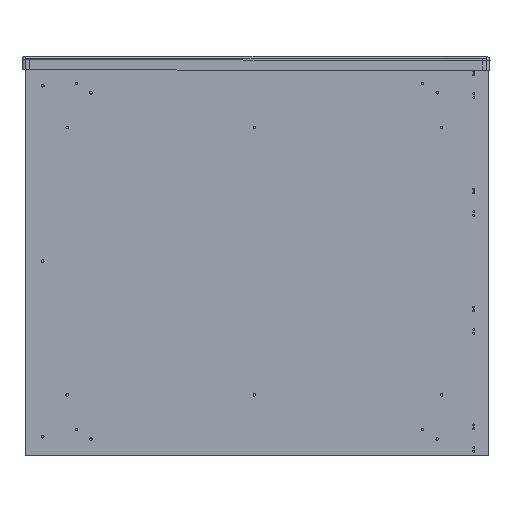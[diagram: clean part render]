
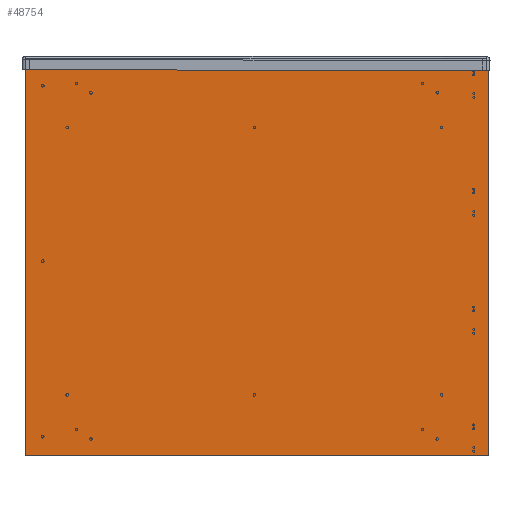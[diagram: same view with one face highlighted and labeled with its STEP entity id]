
A CAD part, left-side view. The second image highlights one B-rep face of the part: STEP entity #48754.
In plain terms, the highlighted planar face has unit normal (-1, 0, 0).
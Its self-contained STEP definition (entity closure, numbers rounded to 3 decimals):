
#48626=CARTESIAN_POINT('',(-692.0,-396.0,0.8));
#48627=VERTEX_POINT('',#48626);
#48637=CARTESIAN_POINT('',(-692.0,395.2,0.8));
#48638=VERTEX_POINT('',#48637);
#48639=CARTESIAN_POINT('',(-692.0,-396.0,0.8));
#48640=DIRECTION('',(0.0,1.0,0.0));
#48641=VECTOR('',#48640,791.2);
#48642=LINE('',#48639,#48641);
#48643=EDGE_CURVE('',#48638,#48627,#48642,.F.);
#48666=CARTESIAN_POINT('',(-692.0,395.2,664.2));
#48667=VERTEX_POINT('',#48666);
#48677=CARTESIAN_POINT('',(-692.0,395.2,664.2));
#48678=DIRECTION('',(0.0,0.0,-1.0));
#48679=VECTOR('',#48678,663.4);
#48680=LINE('',#48677,#48679);
#48681=EDGE_CURVE('',#48667,#48638,#48680,.T.);
#48693=CARTESIAN_POINT('',(-692.0,-396.0,664.2));
#48694=VERTEX_POINT('',#48693);
#48709=CARTESIAN_POINT('',(-692.0,-396.0,664.2));
#48710=DIRECTION('',(0.0,1.0,0.0));
#48711=VECTOR('',#48710,791.2);
#48712=LINE('',#48709,#48711);
#48713=EDGE_CURVE('',#48694,#48667,#48712,.T.);
#48738=CARTESIAN_POINT('',(-692.0,-396.0,665.0));
#48739=DIRECTION('',(-1.0,0.0,0.0));
#48740=DIRECTION('',(0.0,0.0,1.0));
#48741=AXIS2_PLACEMENT_3D('',#48738,#48739,#48740);
#48742=PLANE('',#48741);
#48743=ORIENTED_EDGE('',*,*,#48681,.T.);
#48744=ORIENTED_EDGE('',*,*,#48643,.T.);
#48745=CARTESIAN_POINT('',(-692.0,-396.0,664.2));
#48746=DIRECTION('',(0.0,0.0,-1.0));
#48747=VECTOR('',#48746,663.4);
#48748=LINE('',#48745,#48747);
#48749=EDGE_CURVE('',#48694,#48627,#48748,.T.);
#48750=ORIENTED_EDGE('',*,*,#48749,.F.);
#48751=ORIENTED_EDGE('',*,*,#48713,.T.);
#48752=EDGE_LOOP('',(#48743,#48744,#48750,#48751));
#48753=FACE_OUTER_BOUND('',#48752,.T.);
#48754=ADVANCED_FACE('',(#48753),#48742,.T.);
